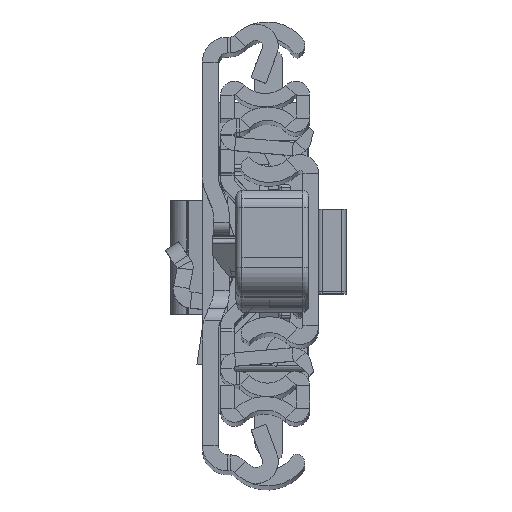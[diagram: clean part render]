
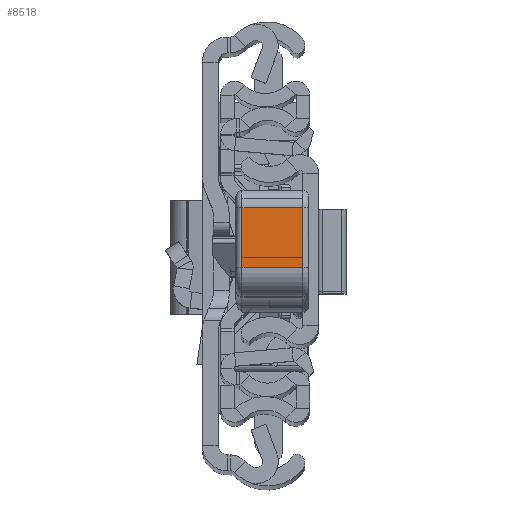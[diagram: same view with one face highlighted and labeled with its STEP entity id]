
A CAD part, top view. The second image highlights one B-rep face of the part: STEP entity #8518.
In plain terms, the highlighted face is planar.
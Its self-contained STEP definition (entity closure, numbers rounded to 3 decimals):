
#312 = LINE ( 'NONE', #3120, #1032 ) ;
#1032 = VECTOR ( 'NONE', #29219, 1000. ) ;
#1379 = VECTOR ( 'NONE', #17825, 1000. ) ;
#1774 = EDGE_CURVE ( 'NONE', #22077, #35185, #2338, .T. ) ;
#2338 = LINE ( 'NONE', #31073, #25115 ) ;
#3120 = CARTESIAN_POINT ( 'NONE',  ( 39.818, -2.465, -11. ) ) ;
#3955 = CARTESIAN_POINT ( 'NONE',  ( 39.55, -12.274, 0. ) ) ;
#7255 = VECTOR ( 'NONE', #22472, 1000. ) ;
#8518 = ADVANCED_FACE ( 'NONE', ( #21633 ), #36007, .F. ) ;
#10746 = DIRECTION ( 'NONE',  ( 0.027, 1., 0. ) ) ;
#11119 = ORIENTED_EDGE ( 'NONE', *, *, #25498, .F. ) ;
#13079 = ORIENTED_EDGE ( 'NONE', *, *, #35972, .F. ) ;
#13965 = DIRECTION ( 'NONE',  ( -1., 0.027, 0. ) ) ;
#16240 = ORIENTED_EDGE ( 'NONE', *, *, #1774, .F. ) ;
#17288 = DIRECTION ( 'NONE',  ( -0.027, -1., 0. ) ) ;
#17825 = DIRECTION ( 'NONE',  ( -0.027, -1., 0. ) ) ;
#21158 = LINE ( 'NONE', #32561, #7255 ) ;
#21633 = FACE_OUTER_BOUND ( 'NONE', #23266, .T. ) ;
#22077 = VERTEX_POINT ( 'NONE', #3955 ) ;
#22472 = DIRECTION ( 'NONE',  ( 0., 0., 1. ) ) ;
#22751 = CARTESIAN_POINT ( 'NONE',  ( 39.55, -12.274, -10. ) ) ;
#22942 = CARTESIAN_POINT ( 'NONE',  ( 39.55, -12.274, -11. ) ) ;
#23114 = LINE ( 'NONE', #29409, #1379 ) ;
#23266 = EDGE_LOOP ( 'NONE', ( #34226, #11119, #13079, #16240 ) ) ;
#24646 = AXIS2_PLACEMENT_3D ( 'NONE', #22942, #13965, #17288 ) ;
#25115 = VECTOR ( 'NONE', #10746, 1000. ) ;
#25498 = EDGE_CURVE ( 'NONE', #26417, #33877, #23114, .T. ) ;
#26417 = VERTEX_POINT ( 'NONE', #26828 ) ;
#26828 = CARTESIAN_POINT ( 'NONE',  ( 39.818, -2.465, -10. ) ) ;
#27138 = CARTESIAN_POINT ( 'NONE',  ( 39.818, -2.465, 0. ) ) ;
#29219 = DIRECTION ( 'NONE',  ( 0., 0., -1. ) ) ;
#29409 = CARTESIAN_POINT ( 'NONE',  ( 39.55, -12.274, -10. ) ) ;
#31073 = CARTESIAN_POINT ( 'NONE',  ( 39.55, -12.274, 0. ) ) ;
#32561 = CARTESIAN_POINT ( 'NONE',  ( 39.55, -12.274, -11. ) ) ;
#33877 = VERTEX_POINT ( 'NONE', #22751 ) ;
#34107 = EDGE_CURVE ( 'NONE', #33877, #22077, #21158, .T. ) ;
#34226 = ORIENTED_EDGE ( 'NONE', *, *, #34107, .F. ) ;
#35185 = VERTEX_POINT ( 'NONE', #27138 ) ;
#35972 = EDGE_CURVE ( 'NONE', #35185, #26417, #312, .T. ) ;
#36007 = PLANE ( 'NONE',  #24646 ) ;
